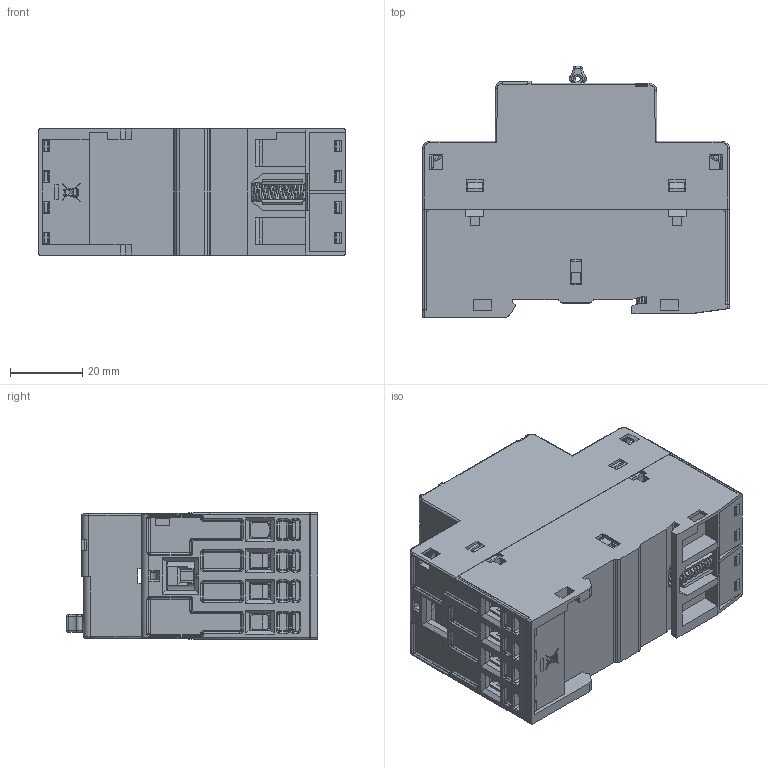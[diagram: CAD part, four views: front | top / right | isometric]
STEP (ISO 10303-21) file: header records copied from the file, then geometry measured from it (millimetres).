
FILE_DESCRIPTION((''),'2;1');
FILE_NAME('IKD232_ASM','2021-08-09T',('marketing.praksa'),('Audax d.o.o.'),'CREO PARAMETRIC BY PTC INC, 2017480','CREO PARAMETRIC BY PTC INC, 2017480','');
FILE_SCHEMA(('AUTOMOTIVE_DESIGN { 1 0 10303 214 1 1 1 1 }'));
Products named in the file (28): 37425044_102_1; 37425050_AF0_44_1; 38552436_AF0_ASM_51_ASM_1; 38552436_AF1_ASM_51_ASM_1; 38552436_AF2_ASM_51_ASM_1; 38552436_AF3_ASM_51_ASM_1; 38423009-W_ASM_73_ASM_1_ASM; 37425055_22_1; 37425084_68_1; 37424428_25_1; 38552438-PLOCEVINA_21_1; 38552436-ZICA_17_1; 38552438_ASM_26_ASM_1_ASM; 38552437-PLOCEVINA_39_1; 38552437_ASM_45_ASM_1_ASM; 631003660_11_1; 37300799_14_1; 38552441_ASM_16_ASM_1_ASM; 37551781_42_1; 38552442_ASM_15_ASM_1_ASM; 37425054-2_36_1; 37425053_13_1; 37200736_13_1; SPONKA_PROFILNA_14_1; 37300798_13_1; VIJAK-SPONKA-1_ASM_8_ASM_1_ASM; PRT9542; IKD232_ASM
Assembly tree (42 placements, depth 3):
  IKD232_ASM
    37425044_102_1
    38423009-W_ASM_73_ASM_1_ASM
      37425050_AF0_44_1
      38552436_AF0_ASM_51_ASM_1
      38552436_AF1_ASM_51_ASM_1
      38552436_AF2_ASM_51_ASM_1
      38552436_AF3_ASM_51_ASM_1
    37425055_22_1
    37425084_68_1
    37424428_25_1
    38552438_ASM_26_ASM_1_ASM  x2
      38552438-PLOCEVINA_21_1
      38552436-ZICA_17_1
    38552437_ASM_45_ASM_1_ASM  x6
      38552437-PLOCEVINA_39_1
    38552441_ASM_16_ASM_1_ASM  x8
      631003660_11_1
      37300799_14_1
    38552442_ASM_15_ASM_1_ASM  x2
      37551781_42_1
    37425054-2_36_1
    37425053_13_1
    37200736_13_1
    VIJAK-SPONKA-1_ASM_8_ASM_1_ASM  x2
      SPONKA_PROFILNA_14_1
      37300798_13_1
    PRT9542
Bounding box: 85 x 69.6 x 35 mm (x, y, z)
Volume: 44354.3 mm3; surface area: 81957 mm2
Topology: 43 solids, 61 shells, 5259 faces, 14709 edges, 9500 vertices
Faces by surface type: plane 3592, cylinder 951, torus 284, bspline 284, cone 138, sphere 10
Entity records: 180923 total; most frequent: CARTESIAN_POINT 29249, ORIENTED_EDGE 20044, DIRECTION 18313, PRESENTATION_STYLE_ASSIGNMENT 13640, STYLED_ITEM 13640, CURVE_STYLE 10027, EDGE_CURVE 10027, VECTOR 7945
